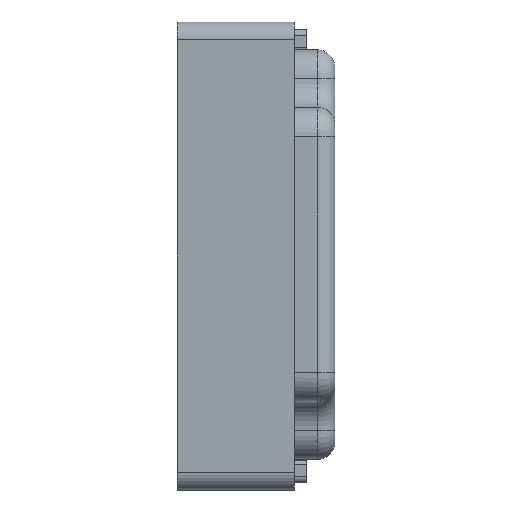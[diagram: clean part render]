
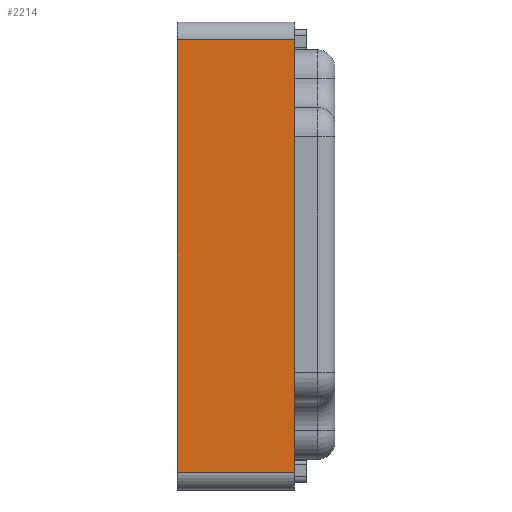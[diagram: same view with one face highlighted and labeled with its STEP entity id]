
A CAD part, left-side view. The second image highlights one B-rep face of the part: STEP entity #2214.
In plain terms, the highlighted planar face has unit normal (-1, 0, 0).
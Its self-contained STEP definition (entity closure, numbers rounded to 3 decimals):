
#5 = VECTOR ( 'NONE', #2138, 1000. ) ;
#93 = CARTESIAN_POINT ( 'NONE',  ( -6., -2., -3.7 ) ) ;
#138 = DIRECTION ( 'NONE',  ( -1., 0., 0. ) ) ;
#191 = CARTESIAN_POINT ( 'NONE',  ( -6., 0., -3.7 ) ) ;
#234 = DIRECTION ( 'NONE',  ( 0., 0., 1. ) ) ;
#401 = EDGE_CURVE ( 'NONE', #2833, #1814, #1347, .T. ) ;
#417 = EDGE_CURVE ( 'NONE', #1558, #1814, #794, .T. ) ;
#438 = VERTEX_POINT ( 'NONE', #2582 ) ;
#462 = EDGE_CURVE ( 'NONE', #438, #1558, #1776, .T. ) ;
#494 = DIRECTION ( 'NONE',  ( 0., 1., 0. ) ) ;
#794 = LINE ( 'NONE', #191, #2489 ) ;
#890 = CARTESIAN_POINT ( 'NONE',  ( -6., -2., 3.7 ) ) ;
#946 = CARTESIAN_POINT ( 'NONE',  ( -6., -2., -3.7 ) ) ;
#971 = AXIS2_PLACEMENT_3D ( 'NONE', #93, #138, #1671 ) ;
#1005 = VECTOR ( 'NONE', #2797, 1000. ) ;
#1347 = LINE ( 'NONE', #890, #1928 ) ;
#1357 = EDGE_LOOP ( 'NONE', ( #1735, #2560, #2338, #2241 ) ) ;
#1388 = CARTESIAN_POINT ( 'NONE',  ( -6., 0., 3.7 ) ) ;
#1410 = PLANE ( 'NONE',  #971 ) ;
#1509 = CARTESIAN_POINT ( 'NONE',  ( -6., 0., -3.7 ) ) ;
#1558 = VERTEX_POINT ( 'NONE', #1509 ) ;
#1599 = LINE ( 'NONE', #946, #1005 ) ;
#1671 = DIRECTION ( 'NONE',  ( 0., 0., 1. ) ) ;
#1687 = EDGE_CURVE ( 'NONE', #438, #2833, #1599, .T. ) ;
#1735 = ORIENTED_EDGE ( 'NONE', *, *, #417, .F. ) ;
#1776 = LINE ( 'NONE', #2121, #5 ) ;
#1814 = VERTEX_POINT ( 'NONE', #1388 ) ;
#1928 = VECTOR ( 'NONE', #494, 1000. ) ;
#2085 = CARTESIAN_POINT ( 'NONE',  ( -6., -2., 3.7 ) ) ;
#2121 = CARTESIAN_POINT ( 'NONE',  ( -6., -2., -3.7 ) ) ;
#2138 = DIRECTION ( 'NONE',  ( 0., 1., 0. ) ) ;
#2214 = ADVANCED_FACE ( 'NONE', ( #2852 ), #1410, .T. ) ;
#2241 = ORIENTED_EDGE ( 'NONE', *, *, #401, .T. ) ;
#2338 = ORIENTED_EDGE ( 'NONE', *, *, #1687, .T. ) ;
#2489 = VECTOR ( 'NONE', #234, 1000. ) ;
#2560 = ORIENTED_EDGE ( 'NONE', *, *, #462, .F. ) ;
#2582 = CARTESIAN_POINT ( 'NONE',  ( -6., -2., -3.7 ) ) ;
#2797 = DIRECTION ( 'NONE',  ( 0., 0., 1. ) ) ;
#2833 = VERTEX_POINT ( 'NONE', #2085 ) ;
#2852 = FACE_OUTER_BOUND ( 'NONE', #1357, .T. ) ;
